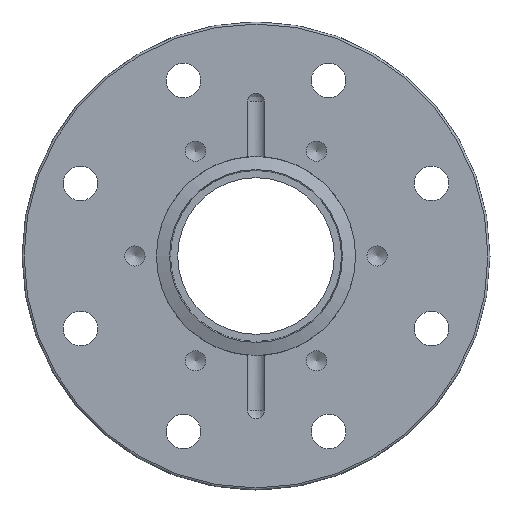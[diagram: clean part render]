
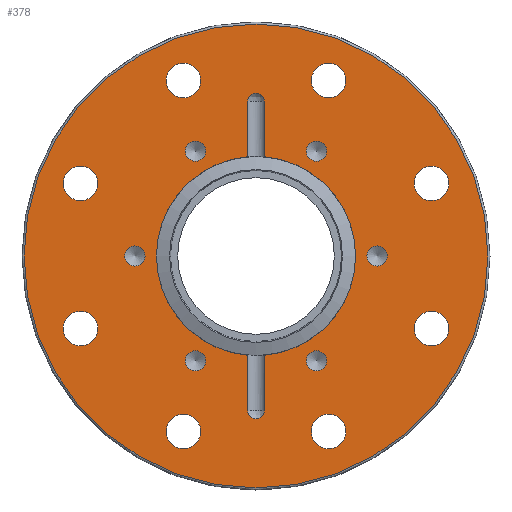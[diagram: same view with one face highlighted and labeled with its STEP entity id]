
A CAD part, left-side view. The second image highlights one B-rep face of the part: STEP entity #378.
In plain terms, the highlighted planar face has unit normal (-1, 0, 0).
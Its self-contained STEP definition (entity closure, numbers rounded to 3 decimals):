
#91=CARTESIAN_POINT('',(0.,-2.,-37.5));
#92=VERTEX_POINT('',#91);
#93=CARTESIAN_POINT('',(0.,2.,-37.5));
#94=VERTEX_POINT('',#93);
#95=CARTESIAN_POINT('',(0.,0.,-37.5));
#96=DIRECTION('',(-1.0,0.0,0.0));
#97=DIRECTION('',(0.0,0.0,-1.0));
#98=AXIS2_PLACEMENT_3D('',#95,#96,#97);
#99=CIRCLE('',#98,2.0);
#100=EDGE_CURVE('',#92,#94,#99,.F.);
#118=CARTESIAN_POINT('',(0.0,-2.,-24.067));
#119=VERTEX_POINT('',#118);
#120=CARTESIAN_POINT('',(0.0,-2.,-24.067));
#121=DIRECTION('',(0.0,0.0,-1.0));
#122=VECTOR('',#121,13.433);
#123=LINE('',#120,#122);
#124=EDGE_CURVE('',#119,#92,#123,.T.);
#126=CARTESIAN_POINT('',(0.0,2.,-24.067));
#127=VERTEX_POINT('',#126);
#153=CARTESIAN_POINT('',(0.,2.,-37.5));
#154=DIRECTION('',(0.0,0.0,1.0));
#155=VECTOR('',#154,13.433);
#156=LINE('',#153,#155);
#157=EDGE_CURVE('',#94,#127,#156,.T.);
#162=CARTESIAN_POINT('',(0.,40.45,0.0));
#163=DIRECTION('',(-1.0,0.0,0.0));
#164=DIRECTION('',(0.0,0.0,1.0));
#165=AXIS2_PLACEMENT_3D('',#162,#163,#164);
#166=PLANE('',#165);
#167=CARTESIAN_POINT('',(0.,56.25,0.0));
#168=VERTEX_POINT('',#167);
#169=CARTESIAN_POINT('',(0.,0.0,0.0));
#170=DIRECTION('',(1.0,0.0,0.0));
#171=DIRECTION('',(0.0,-1.0,0.0));
#172=AXIS2_PLACEMENT_3D('',#169,#170,#171);
#173=CIRCLE('',#172,56.25);
#174=EDGE_CURVE('',#168,#168,#173,.T.);
#175=ORIENTED_EDGE('',*,*,#174,.F.);
#176=EDGE_LOOP('',(#175));
#177=FACE_OUTER_BOUND('',#176,.T.);
#178=CARTESIAN_POINT('',(0.0,42.545,21.823));
#179=VERTEX_POINT('',#178);
#180=CARTESIAN_POINT('',(0.0,42.545,17.623));
#181=DIRECTION('',(1.0,0.0,0.0));
#182=DIRECTION('',(0.0,0.0,-1.0));
#183=AXIS2_PLACEMENT_3D('',#180,#181,#182);
#184=CIRCLE('',#183,4.2);
#185=EDGE_CURVE('',#179,#179,#184,.T.);
#186=ORIENTED_EDGE('',*,*,#185,.T.);
#187=EDGE_LOOP('',(#186));
#188=FACE_BOUND('',#187,.T.);
#189=CARTESIAN_POINT('',(0.0,14.653,45.515));
#190=VERTEX_POINT('',#189);
#191=CARTESIAN_POINT('',(0.0,17.623,42.545));
#192=DIRECTION('',(1.0,0.0,0.0));
#193=DIRECTION('',(0.0,0.707,-0.707));
#194=AXIS2_PLACEMENT_3D('',#191,#192,#193);
#195=CIRCLE('',#194,4.2);
#196=EDGE_CURVE('',#190,#190,#195,.T.);
#197=ORIENTED_EDGE('',*,*,#196,.T.);
#198=EDGE_LOOP('',(#197));
#199=FACE_BOUND('',#198,.T.);
#200=CARTESIAN_POINT('',(0.0,-21.823,42.545));
#201=VERTEX_POINT('',#200);
#202=CARTESIAN_POINT('',(0.0,-17.623,42.545));
#203=DIRECTION('',(1.0,0.0,0.0));
#204=DIRECTION('',(0.0,1.0,0.0));
#205=AXIS2_PLACEMENT_3D('',#202,#203,#204);
#206=CIRCLE('',#205,4.2);
#207=EDGE_CURVE('',#201,#201,#206,.T.);
#208=ORIENTED_EDGE('',*,*,#207,.T.);
#209=EDGE_LOOP('',(#208));
#210=FACE_BOUND('',#209,.T.);
#211=CARTESIAN_POINT('',(0.0,-45.515,14.653));
#212=VERTEX_POINT('',#211);
#213=CARTESIAN_POINT('',(0.0,-42.545,17.623));
#214=DIRECTION('',(1.0,0.0,0.0));
#215=DIRECTION('',(0.0,0.707,0.707));
#216=AXIS2_PLACEMENT_3D('',#213,#214,#215);
#217=CIRCLE('',#216,4.2);
#218=EDGE_CURVE('',#212,#212,#217,.T.);
#219=ORIENTED_EDGE('',*,*,#218,.T.);
#220=EDGE_LOOP('',(#219));
#221=FACE_BOUND('',#220,.T.);
#222=CARTESIAN_POINT('',(0.0,-42.545,-21.823));
#223=VERTEX_POINT('',#222);
#224=CARTESIAN_POINT('',(0.0,-42.545,-17.623));
#225=DIRECTION('',(1.0,0.0,0.0));
#226=DIRECTION('',(0.0,0.0,1.0));
#227=AXIS2_PLACEMENT_3D('',#224,#225,#226);
#228=CIRCLE('',#227,4.2);
#229=EDGE_CURVE('',#223,#223,#228,.T.);
#230=ORIENTED_EDGE('',*,*,#229,.T.);
#231=EDGE_LOOP('',(#230));
#232=FACE_BOUND('',#231,.T.);
#233=CARTESIAN_POINT('',(0.0,-14.653,-45.515));
#234=VERTEX_POINT('',#233);
#235=CARTESIAN_POINT('',(0.0,-17.623,-42.545));
#236=DIRECTION('',(1.0,0.0,0.0));
#237=DIRECTION('',(0.0,-0.707,0.707));
#238=AXIS2_PLACEMENT_3D('',#235,#236,#237);
#239=CIRCLE('',#238,4.2);
#240=EDGE_CURVE('',#234,#234,#239,.T.);
#241=ORIENTED_EDGE('',*,*,#240,.T.);
#242=EDGE_LOOP('',(#241));
#243=FACE_BOUND('',#242,.T.);
#244=CARTESIAN_POINT('',(0.0,21.823,-42.545));
#245=VERTEX_POINT('',#244);
#246=CARTESIAN_POINT('',(0.0,17.623,-42.545));
#247=DIRECTION('',(1.0,0.0,0.0));
#248=DIRECTION('',(0.0,-1.0,0.0));
#249=AXIS2_PLACEMENT_3D('',#246,#247,#248);
#250=CIRCLE('',#249,4.2);
#251=EDGE_CURVE('',#245,#245,#250,.T.);
#252=ORIENTED_EDGE('',*,*,#251,.T.);
#253=EDGE_LOOP('',(#252));
#254=FACE_BOUND('',#253,.T.);
#255=CARTESIAN_POINT('',(0.0,45.515,-14.653));
#256=VERTEX_POINT('',#255);
#257=CARTESIAN_POINT('',(0.0,42.545,-17.623));
#258=DIRECTION('',(1.0,0.0,0.0));
#259=DIRECTION('',(0.0,-0.707,-0.707));
#260=AXIS2_PLACEMENT_3D('',#257,#258,#259);
#261=CIRCLE('',#260,4.2);
#262=EDGE_CURVE('',#256,#256,#261,.T.);
#263=ORIENTED_EDGE('',*,*,#262,.T.);
#264=EDGE_LOOP('',(#263));
#265=FACE_BOUND('',#264,.T.);
#266=CARTESIAN_POINT('',(0.,14.675,27.876));
#267=VERTEX_POINT('',#266);
#268=CARTESIAN_POINT('',(0.0,14.675,25.418));
#269=DIRECTION('',(1.0,0.0,0.0));
#270=DIRECTION('',(0.0,0.0,1.0));
#271=AXIS2_PLACEMENT_3D('',#268,#269,#270);
#272=CIRCLE('',#271,2.459);
#273=EDGE_CURVE('',#267,#267,#272,.T.);
#274=ORIENTED_EDGE('',*,*,#273,.T.);
#275=EDGE_LOOP('',(#274));
#276=FACE_BOUND('',#275,.T.);
#277=CARTESIAN_POINT('',(0.,-16.804,26.647));
#278=VERTEX_POINT('',#277);
#279=CARTESIAN_POINT('',(0.0,-14.675,25.418));
#280=DIRECTION('',(1.,0.0,0.0));
#281=DIRECTION('',(0.0,-0.866,0.5));
#282=AXIS2_PLACEMENT_3D('',#279,#280,#281);
#283=CIRCLE('',#282,2.459);
#284=EDGE_CURVE('',#278,#278,#283,.T.);
#285=ORIENTED_EDGE('',*,*,#284,.T.);
#286=EDGE_LOOP('',(#285));
#287=FACE_BOUND('',#286,.T.);
#288=CARTESIAN_POINT('',(0.,-31.479,-1.229));
#289=VERTEX_POINT('',#288);
#290=CARTESIAN_POINT('',(0.0,-29.35,0.));
#291=DIRECTION('',(1.0,0.0,0.0));
#292=DIRECTION('',(0.0,-0.866,-0.5));
#293=AXIS2_PLACEMENT_3D('',#290,#291,#292);
#294=CIRCLE('',#293,2.459);
#295=EDGE_CURVE('',#289,#289,#294,.T.);
#296=ORIENTED_EDGE('',*,*,#295,.T.);
#297=EDGE_LOOP('',(#296));
#298=FACE_BOUND('',#297,.T.);
#299=CARTESIAN_POINT('',(0.,-14.675,-27.876));
#300=VERTEX_POINT('',#299);
#301=CARTESIAN_POINT('',(0.0,-14.675,-25.418));
#302=DIRECTION('',(1.0,0.0,0.0));
#303=DIRECTION('',(0.0,0.0,-1.0));
#304=AXIS2_PLACEMENT_3D('',#301,#302,#303);
#305=CIRCLE('',#304,2.459);
#306=EDGE_CURVE('',#300,#300,#305,.T.);
#307=ORIENTED_EDGE('',*,*,#306,.T.);
#308=EDGE_LOOP('',(#307));
#309=FACE_BOUND('',#308,.T.);
#310=CARTESIAN_POINT('',(0.,16.804,-26.647));
#311=VERTEX_POINT('',#310);
#312=CARTESIAN_POINT('',(0.0,14.675,-25.418));
#313=DIRECTION('',(1.,0.0,0.0));
#314=DIRECTION('',(0.0,0.866,-0.5));
#315=AXIS2_PLACEMENT_3D('',#312,#313,#314);
#316=CIRCLE('',#315,2.459);
#317=EDGE_CURVE('',#311,#311,#316,.T.);
#318=ORIENTED_EDGE('',*,*,#317,.T.);
#319=EDGE_LOOP('',(#318));
#320=FACE_BOUND('',#319,.T.);
#321=CARTESIAN_POINT('',(0.,31.479,1.229));
#322=VERTEX_POINT('',#321);
#323=CARTESIAN_POINT('',(0.0,29.35,0.));
#324=DIRECTION('',(1.0,0.0,0.0));
#325=DIRECTION('',(0.0,0.866,0.5));
#326=AXIS2_PLACEMENT_3D('',#323,#324,#325);
#327=CIRCLE('',#326,2.459);
#328=EDGE_CURVE('',#322,#322,#327,.T.);
#329=ORIENTED_EDGE('',*,*,#328,.T.);
#330=EDGE_LOOP('',(#329));
#331=FACE_BOUND('',#330,.T.);
#332=ORIENTED_EDGE('',*,*,#124,.T.);
#333=ORIENTED_EDGE('',*,*,#100,.T.);
#334=ORIENTED_EDGE('',*,*,#157,.T.);
#335=CARTESIAN_POINT('',(0.,2.,24.067));
#336=VERTEX_POINT('',#335);
#337=CARTESIAN_POINT('',(0.0,0.0,0.0));
#338=DIRECTION('',(1.0,0.0,0.0));
#339=DIRECTION('',(0.0,1.0,0.0));
#340=AXIS2_PLACEMENT_3D('',#337,#338,#339);
#341=CIRCLE('',#340,24.15);
#342=EDGE_CURVE('',#127,#336,#341,.T.);
#343=ORIENTED_EDGE('',*,*,#342,.T.);
#344=CARTESIAN_POINT('',(0.,2.0,37.5));
#345=VERTEX_POINT('',#344);
#346=CARTESIAN_POINT('',(0.,2.,24.067));
#347=DIRECTION('',(0.,0.,1.0));
#348=VECTOR('',#347,13.433);
#349=LINE('',#346,#348);
#350=EDGE_CURVE('',#336,#345,#349,.T.);
#351=ORIENTED_EDGE('',*,*,#350,.T.);
#352=CARTESIAN_POINT('',(0.,-2.0,37.5));
#353=VERTEX_POINT('',#352);
#354=CARTESIAN_POINT('',(0.,0.0,37.5));
#355=DIRECTION('',(-1.0,0.0,0.0));
#356=DIRECTION('',(0.0,0.0,-1.0));
#357=AXIS2_PLACEMENT_3D('',#354,#355,#356);
#358=CIRCLE('',#357,2.0);
#359=EDGE_CURVE('',#345,#353,#358,.F.);
#360=ORIENTED_EDGE('',*,*,#359,.T.);
#361=CARTESIAN_POINT('',(0.,-2.,24.067));
#362=VERTEX_POINT('',#361);
#363=CARTESIAN_POINT('',(0.,-2.0,37.5));
#364=DIRECTION('',(0.,0.,-1.0));
#365=VECTOR('',#364,13.433);
#366=LINE('',#363,#365);
#367=EDGE_CURVE('',#353,#362,#366,.T.);
#368=ORIENTED_EDGE('',*,*,#367,.T.);
#369=CARTESIAN_POINT('',(0.0,0.0,0.0));
#370=DIRECTION('',(1.0,0.0,0.0));
#371=DIRECTION('',(0.0,1.0,0.0));
#372=AXIS2_PLACEMENT_3D('',#369,#370,#371);
#373=CIRCLE('',#372,24.15);
#374=EDGE_CURVE('',#362,#119,#373,.T.);
#375=ORIENTED_EDGE('',*,*,#374,.T.);
#376=EDGE_LOOP('',(#332,#333,#334,#343,#351,#360,#368,#375));
#377=FACE_BOUND('',#376,.T.);
#378=ADVANCED_FACE('',(#177,#188,#199,#210,#221,#232,#243,#254,#265,#276,#287,#298,#309,#320,#331,#377),#166,.T.);
